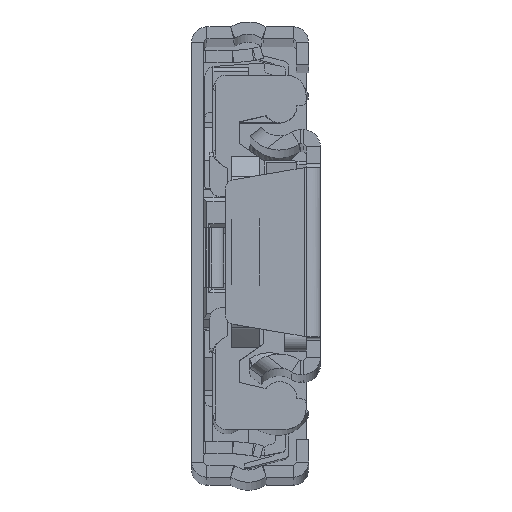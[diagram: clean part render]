
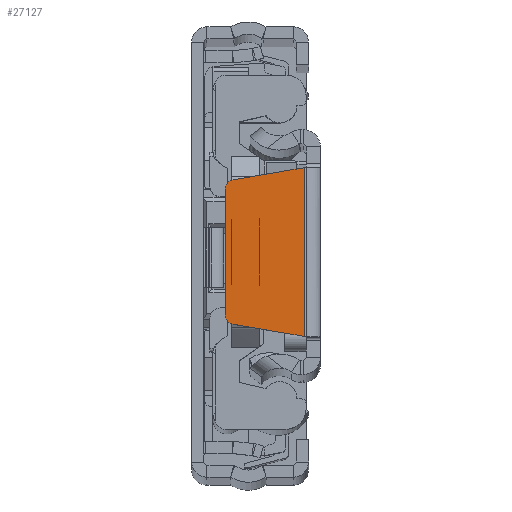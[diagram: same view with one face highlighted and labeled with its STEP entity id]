
A CAD part, top view. The second image highlights one B-rep face of the part: STEP entity #27127.
In plain terms, the highlighted planar face has unit normal (0, 0, 1).
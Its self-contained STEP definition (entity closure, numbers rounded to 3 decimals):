
#251 = VERTEX_POINT ( 'NONE', #31101 ) ;
#1333 = CARTESIAN_POINT ( 'NONE',  ( -1.6, 8.333, 0. ) ) ;
#1599 = VECTOR ( 'NONE', #31300, 1000. ) ;
#2238 = VECTOR ( 'NONE', #18341, 1000. ) ;
#2335 = VERTEX_POINT ( 'NONE', #28155 ) ;
#2549 = CARTESIAN_POINT ( 'NONE',  ( -8.4, 6.156, 0. ) ) ;
#3247 = ORIENTED_EDGE ( 'NONE', *, *, #14100, .F. ) ;
#4632 = CARTESIAN_POINT ( 'NONE',  ( -8.4, 6.156, 0. ) ) ;
#4885 = FACE_OUTER_BOUND ( 'NONE', #27022, .T. ) ;
#4976 = EDGE_CURVE ( 'NONE', #2335, #5546, #18282, .T. ) ;
#5546 = VERTEX_POINT ( 'NONE', #1333 ) ;
#7807 = AXIS2_PLACEMENT_3D ( 'NONE', #4632, #24651, #17179 ) ;
#8268 = LINE ( 'NONE', #10917, #2238 ) ;
#8380 = EDGE_CURVE ( 'NONE', #30987, #25068, #23528, .T. ) ;
#10917 = CARTESIAN_POINT ( 'NONE',  ( -9.4, 6.156, 0. ) ) ;
#12239 = VECTOR ( 'NONE', #17964, 1000. ) ;
#13135 = CIRCLE ( 'NONE', #32718, 1. ) ;
#14100 = EDGE_CURVE ( 'NONE', #5546, #30987, #16201, .T. ) ;
#14393 = ORIENTED_EDGE ( 'NONE', *, *, #24194, .F. ) ;
#14829 = ORIENTED_EDGE ( 'NONE', *, *, #4976, .F. ) ;
#15148 = CARTESIAN_POINT ( 'NONE',  ( -1.5, 8.35, 0. ) ) ;
#16052 = DIRECTION ( 'NONE',  ( -0.986, 0.168, 0. ) ) ;
#16201 = LINE ( 'NONE', #18866, #1599 ) ;
#16633 = DIRECTION ( 'NONE',  ( 0., 0., -1. ) ) ;
#16949 = ORIENTED_EDGE ( 'NONE', *, *, #22498, .F. ) ;
#17179 = DIRECTION ( 'NONE',  ( -1., 0., 0. ) ) ;
#17593 = PLANE ( 'NONE',  #23926 ) ;
#17642 = ORIENTED_EDGE ( 'NONE', *, *, #19554, .F. ) ;
#17964 = DIRECTION ( 'NONE',  ( 0.986, 0.168, 0. ) ) ;
#18087 = DIRECTION ( 'NONE',  ( 0., 0., -1. ) ) ;
#18282 = LINE ( 'NONE', #15148, #12239 ) ;
#18341 = DIRECTION ( 'NONE',  ( 0., 1., 0. ) ) ;
#18866 = CARTESIAN_POINT ( 'NONE',  ( -1.6, -8.333, 0. ) ) ;
#19143 = CARTESIAN_POINT ( 'NONE',  ( -8.4, -6.156, 0. ) ) ;
#19554 = EDGE_CURVE ( 'NONE', #251, #2335, #22050, .T. ) ;
#20314 = VERTEX_POINT ( 'NONE', #20588 ) ;
#20588 = CARTESIAN_POINT ( 'NONE',  ( -9.4, -6.156, 0. ) ) ;
#22050 = CIRCLE ( 'NONE', #7807, 1. ) ;
#22498 = EDGE_CURVE ( 'NONE', #20314, #251, #8268, .T. ) ;
#23222 = DIRECTION ( 'NONE',  ( -1., 0., 0. ) ) ;
#23528 = LINE ( 'NONE', #31329, #30737 ) ;
#23926 = AXIS2_PLACEMENT_3D ( 'NONE', #2549, #18087, #23222 ) ;
#24194 = EDGE_CURVE ( 'NONE', #25068, #20314, #13135, .T. ) ;
#24263 = DIRECTION ( 'NONE',  ( -1., 0., 0. ) ) ;
#24651 = DIRECTION ( 'NONE',  ( 0., 0., -1. ) ) ;
#25068 = VERTEX_POINT ( 'NONE', #27174 ) ;
#26898 = CARTESIAN_POINT ( 'NONE',  ( -1.6, -8.333, 0. ) ) ;
#27022 = EDGE_LOOP ( 'NONE', ( #3247, #14829, #17642, #16949, #14393, #30089 ) ) ;
#27127 = ADVANCED_FACE ( 'NONE', ( #4885 ), #17593, .F. ) ;
#27174 = CARTESIAN_POINT ( 'NONE',  ( -8.568, -7.142, 0. ) ) ;
#28155 = CARTESIAN_POINT ( 'NONE',  ( -8.568, 7.142, 0. ) ) ;
#30089 = ORIENTED_EDGE ( 'NONE', *, *, #8380, .F. ) ;
#30737 = VECTOR ( 'NONE', #16052, 1000. ) ;
#30987 = VERTEX_POINT ( 'NONE', #26898 ) ;
#31101 = CARTESIAN_POINT ( 'NONE',  ( -9.4, 6.156, 0. ) ) ;
#31300 = DIRECTION ( 'NONE',  ( 0., -1., 0. ) ) ;
#31329 = CARTESIAN_POINT ( 'NONE',  ( -8.568, -7.142, 0. ) ) ;
#32718 = AXIS2_PLACEMENT_3D ( 'NONE', #19143, #16633, #24263 ) ;
